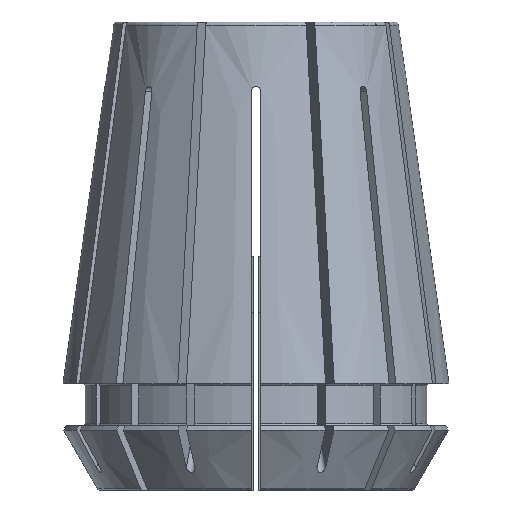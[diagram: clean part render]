
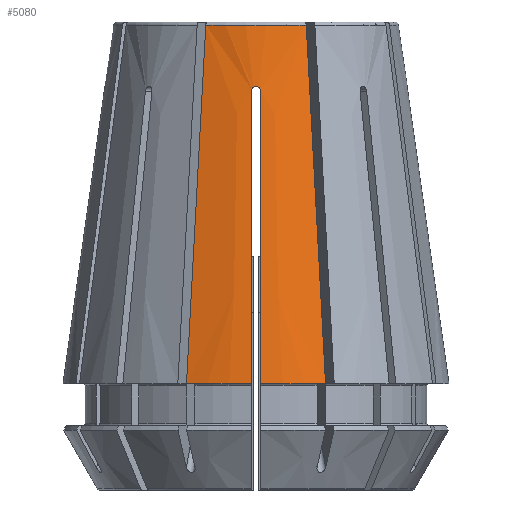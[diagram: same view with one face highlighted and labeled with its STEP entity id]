
A CAD part, left-side view. The second image highlights one B-rep face of the part: STEP entity #5080.
In plain terms, the highlighted conical face has half-angle 8 degrees and reference radius 16.5 mm.
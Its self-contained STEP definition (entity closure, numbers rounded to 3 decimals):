
#35=CONICAL_SURFACE('',#5485,16.5,0.14);
#241=B_SPLINE_CURVE_WITH_KNOTS('',3,(#8271,#8272,#8273,#8274),
 .UNSPECIFIED.,.F.,.F.,(4,4),(0.,0.031),
 .UNSPECIFIED.);
#242=B_SPLINE_CURVE_WITH_KNOTS('',3,(#8278,#8279,#8280,#8281),
 .UNSPECIFIED.,.F.,.F.,(4,4),(0.021,0.046),
 .UNSPECIFIED.);
#243=B_SPLINE_CURVE_WITH_KNOTS('',3,(#8283,#8284,#8285,#8286,#8287),
 .UNSPECIFIED.,.F.,.F.,(4,1,4),(0.,0.001,
0.001),.UNSPECIFIED.);
#244=B_SPLINE_CURVE_WITH_KNOTS('',3,(#8289,#8290,#8291,#8292),
 .UNSPECIFIED.,.F.,.F.,(4,4),(0.021,0.046),
 .UNSPECIFIED.);
#245=B_SPLINE_CURVE_WITH_KNOTS('',3,(#8296,#8297,#8298,#8299),
 .UNSPECIFIED.,.F.,.F.,(4,4),(0.,0.031),
 .UNSPECIFIED.);
#1576=ORIENTED_EDGE('',*,*,#3147,.F.);
#1577=ORIENTED_EDGE('',*,*,#3148,.T.);
#1578=ORIENTED_EDGE('',*,*,#3149,.T.);
#1579=ORIENTED_EDGE('',*,*,#3150,.F.);
#1580=ORIENTED_EDGE('',*,*,#3151,.T.);
#1581=ORIENTED_EDGE('',*,*,#3152,.T.);
#1582=ORIENTED_EDGE('',*,*,#3153,.T.);
#1583=ORIENTED_EDGE('',*,*,#3154,.F.);
#3147=EDGE_CURVE('',#3890,#3891,#4244,.T.);
#3148=EDGE_CURVE('',#3890,#3892,#241,.T.);
#3149=EDGE_CURVE('',#3892,#3893,#4245,.T.);
#3150=EDGE_CURVE('',#3894,#3893,#242,.T.);
#3151=EDGE_CURVE('',#3894,#3895,#243,.T.);
#3152=EDGE_CURVE('',#3895,#3896,#244,.T.);
#3153=EDGE_CURVE('',#3896,#3897,#4246,.T.);
#3154=EDGE_CURVE('',#3891,#3897,#245,.T.);
#3890=VERTEX_POINT('',#8269);
#3891=VERTEX_POINT('',#8270);
#3892=VERTEX_POINT('',#8275);
#3893=VERTEX_POINT('',#8277);
#3894=VERTEX_POINT('',#8282);
#3895=VERTEX_POINT('',#8288);
#3896=VERTEX_POINT('',#8293);
#3897=VERTEX_POINT('',#8295);
#4244=CIRCLE('',#5486,12.194);
#4245=CIRCLE('',#5487,16.5);
#4246=CIRCLE('',#5488,16.5);
#4444=EDGE_LOOP('',(#1576,#1577,#1578,#1579,#1580,#1581,#1582,#1583));
#4712=FACE_BOUND('',#4444,.T.);
#5080=ADVANCED_FACE('',(#4712),#35,.T.);
#5485=AXIS2_PLACEMENT_3D('',#8267,#6369,#6370);
#5486=AXIS2_PLACEMENT_3D('',#8268,#6371,#6372);
#5487=AXIS2_PLACEMENT_3D('',#8276,#6373,#6374);
#5488=AXIS2_PLACEMENT_3D('',#8294,#6375,#6376);
#6369=DIRECTION('',(0.,0.,-1.));
#6370=DIRECTION('',(-1.,0.,0.));
#6371=DIRECTION('',(0.,0.,1.));
#6372=DIRECTION('',(1.,0.,0.));
#6373=DIRECTION('',(0.,0.,1.));
#6374=DIRECTION('',(1.,0.,0.));
#6375=DIRECTION('',(0.,0.,1.));
#6376=DIRECTION('',(1.,0.,0.));
#8267=CARTESIAN_POINT('',(0.,0.,9.1));
#8268=CARTESIAN_POINT('',(0.,0.,39.742));
#8269=CARTESIAN_POINT('',(-11.412,4.294,39.742));
#8270=CARTESIAN_POINT('',(-11.412,-4.294,39.742));
#8271=CARTESIAN_POINT('',(-11.412,4.294,39.742));
#8272=CARTESIAN_POINT('',(-12.739,4.844,29.528));
#8273=CARTESIAN_POINT('',(-14.066,5.393,19.314));
#8274=CARTESIAN_POINT('',(-15.393,5.943,9.1));
#8275=CARTESIAN_POINT('',(-15.393,5.943,9.1));
#8276=CARTESIAN_POINT('',(0.,0.,9.1));
#8277=CARTESIAN_POINT('',(-16.495,0.4,9.1));
#8278=CARTESIAN_POINT('',(-12.98,0.4,34.1));
#8279=CARTESIAN_POINT('',(-14.152,0.4,25.767));
#8280=CARTESIAN_POINT('',(-15.324,0.4,17.433));
#8281=CARTESIAN_POINT('',(-16.495,0.4,9.1));
#8282=CARTESIAN_POINT('',(-12.98,0.4,34.1));
#8283=CARTESIAN_POINT('',(-12.98,0.4,34.1));
#8284=CARTESIAN_POINT('',(-12.951,0.4,34.31));
#8285=CARTESIAN_POINT('',(-12.91,0.,34.69));
#8286=CARTESIAN_POINT('',(-12.951,-0.4,34.31));
#8287=CARTESIAN_POINT('',(-12.98,-0.4,34.1));
#8288=CARTESIAN_POINT('',(-12.98,-0.4,34.1));
#8289=CARTESIAN_POINT('',(-12.98,-0.4,34.1));
#8290=CARTESIAN_POINT('',(-14.152,-0.4,25.767));
#8291=CARTESIAN_POINT('',(-15.324,-0.4,17.433));
#8292=CARTESIAN_POINT('',(-16.495,-0.4,9.1));
#8293=CARTESIAN_POINT('',(-16.495,-0.4,9.1));
#8294=CARTESIAN_POINT('',(0.,0.,9.1));
#8295=CARTESIAN_POINT('',(-15.393,-5.943,9.1));
#8296=CARTESIAN_POINT('',(-11.412,-4.294,39.742));
#8297=CARTESIAN_POINT('',(-12.739,-4.844,29.528));
#8298=CARTESIAN_POINT('',(-14.066,-5.393,19.314));
#8299=CARTESIAN_POINT('',(-15.393,-5.943,9.1));
